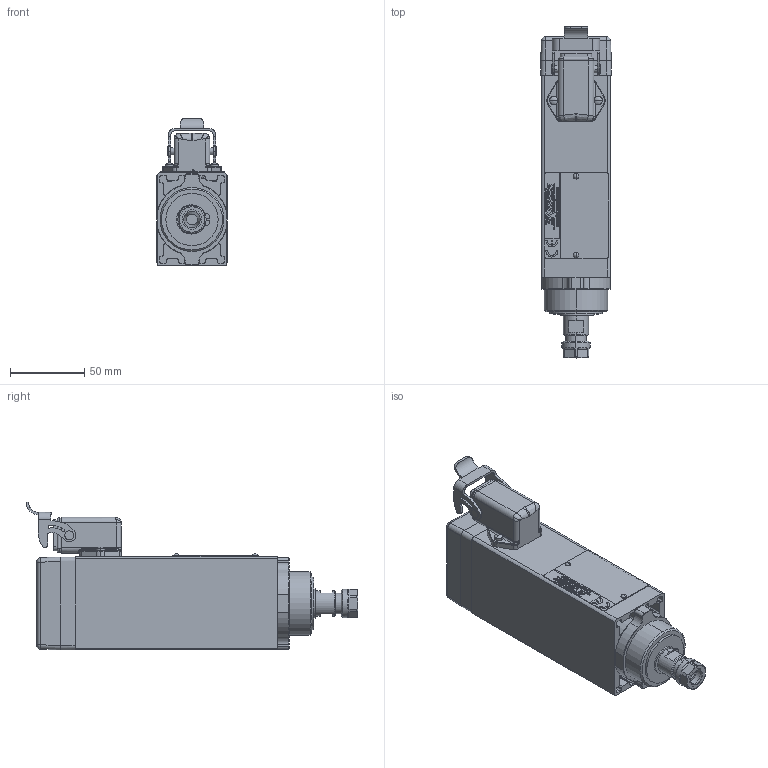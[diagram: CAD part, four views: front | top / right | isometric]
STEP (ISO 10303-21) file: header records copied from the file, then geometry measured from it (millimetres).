
FILE_DESCRIPTION(('HOOPS Exchange Step'),'2;1');
FILE_NAME('export-3143977F-3BEF-4D48-B240-7B897FFFCF7E.stp','2024-10-09T13:52:33+02:00',('Gebruiker'),('Alibre'),'HOOPS Exchange 2023.0','Alibre','Unknown authorisation');
FILE_SCHEMA( ('AP242_MANAGED_MODEL_BASED_3D_ENGINEERING_MIM_LF {1 0 10303 442 1 1 4 }') );
Length unit declared in the file: millimetre
Products named in the file (1): 6661 Teknomotor C2431-C-SB-P-ER11-RR-0.4kW-18.000-24.000rpm
Bounding box: 47.5 x 223.21 x 99.49 mm (x, y, z)
Volume: 483752.2 mm3; surface area: 85878.5 mm2
Topology: 1 solids, 5 shells, 1038 faces, 2728 edges, 1762 vertices
Faces by surface type: plane 562, cylinder 337, bspline 58, cone 42, sphere 20, torus 19
Entity records: 40510 total; most frequent: CARTESIAN_POINT 14062, ORIENTED_EDGE 5418, DIRECTION 5198, EDGE_CURVE 2709, VERTEX_POINT 1762, VECTOR 1736, LINE 1736, AXIS2_PLACEMENT_3D 1731
